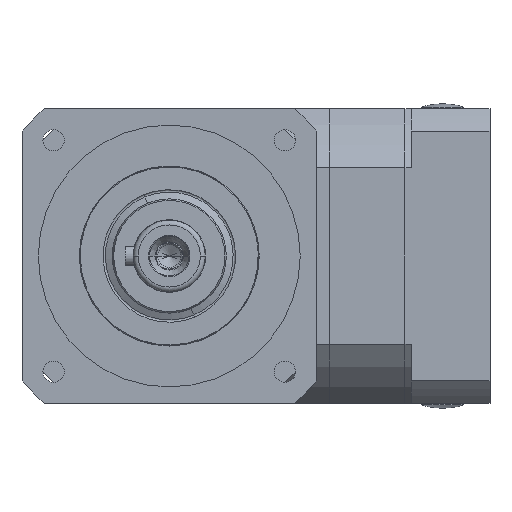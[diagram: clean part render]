
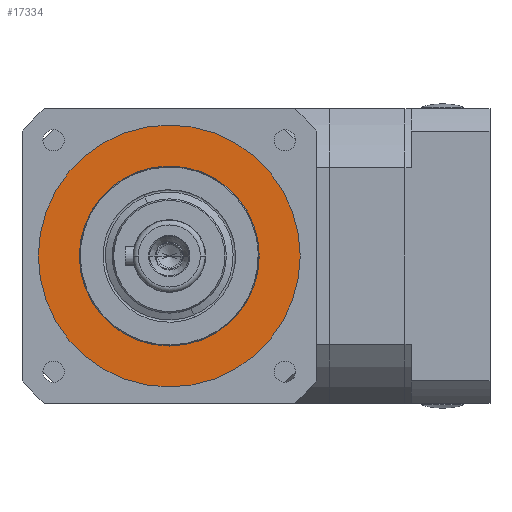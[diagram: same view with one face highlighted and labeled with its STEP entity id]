
A CAD part, left-side view. The second image highlights one B-rep face of the part: STEP entity #17334.
In plain terms, the highlighted planar face has unit normal (-1, 0, 0).
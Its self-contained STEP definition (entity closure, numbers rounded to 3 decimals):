
#401 = EDGE_CURVE ( 'NONE', #16862, #10943, #3824, .T. ) ;
#698 = CARTESIAN_POINT ( 'NONE',  ( -96., 0., 0. ) ) ;
#800 = AXIS2_PLACEMENT_3D ( 'NONE', #14578, #4807, #16214 ) ;
#828 = EDGE_LOOP ( 'NONE', ( #13068, #15642 ) ) ;
#2357 = DIRECTION ( 'NONE',  ( 0., 1., 0. ) ) ;
#2788 = PLANE ( 'NONE',  #21152 ) ;
#3392 = CARTESIAN_POINT ( 'NONE',  ( -96., 27.5, 0. ) ) ;
#3824 = CIRCLE ( 'NONE', #7341, 40. ) ;
#4807 = DIRECTION ( 'NONE',  ( 1., 0., 0. ) ) ;
#5148 = CARTESIAN_POINT ( 'NONE',  ( -96., 40., 0. ) ) ;
#5536 = DIRECTION ( 'NONE',  ( 1., 0., 0. ) ) ;
#5824 = DIRECTION ( 'NONE',  ( 1., 0., 0. ) ) ;
#6066 = CARTESIAN_POINT ( 'NONE',  ( -96., 0., 0. ) ) ;
#6776 = EDGE_LOOP ( 'NONE', ( #9942, #15679 ) ) ;
#6815 = CARTESIAN_POINT ( 'NONE',  ( -96., -27.5, 0. ) ) ;
#6846 = FACE_OUTER_BOUND ( 'NONE', #828, .T. ) ;
#7232 = AXIS2_PLACEMENT_3D ( 'NONE', #698, #12123, #2357 ) ;
#7341 = AXIS2_PLACEMENT_3D ( 'NONE', #15320, #5536, #16950 ) ;
#7413 = VERTEX_POINT ( 'NONE', #6815 ) ;
#7701 = DIRECTION ( 'NONE',  ( 0., 1., 0. ) ) ;
#9682 = VERTEX_POINT ( 'NONE', #3392 ) ;
#9942 = ORIENTED_EDGE ( 'NONE', *, *, #17713, .T. ) ;
#10700 = CIRCLE ( 'NONE', #800, 40. ) ;
#10943 = VERTEX_POINT ( 'NONE', #5148 ) ;
#12123 = DIRECTION ( 'NONE',  ( 1., 0., 0. ) ) ;
#13068 = ORIENTED_EDGE ( 'NONE', *, *, #16917, .F. ) ;
#13730 = CIRCLE ( 'NONE', #13814, 27.5 ) ;
#13814 = AXIS2_PLACEMENT_3D ( 'NONE', #15611, #5824, #17227 ) ;
#14578 = CARTESIAN_POINT ( 'NONE',  ( -96., 0., 0. ) ) ;
#15261 = CIRCLE ( 'NONE', #7232, 27.5 ) ;
#15320 = CARTESIAN_POINT ( 'NONE',  ( -96., 0., 0. ) ) ;
#15611 = CARTESIAN_POINT ( 'NONE',  ( -96., 0., 0. ) ) ;
#15642 = ORIENTED_EDGE ( 'NONE', *, *, #401, .F. ) ;
#15679 = ORIENTED_EDGE ( 'NONE', *, *, #17644, .T. ) ;
#16214 = DIRECTION ( 'NONE',  ( 0., 1., 0. ) ) ;
#16862 = VERTEX_POINT ( 'NONE', #19325 ) ;
#16917 = EDGE_CURVE ( 'NONE', #10943, #16862, #10700, .T. ) ;
#16950 = DIRECTION ( 'NONE',  ( 0., 1., 0. ) ) ;
#17227 = DIRECTION ( 'NONE',  ( 0., 1., 0. ) ) ;
#17334 = ADVANCED_FACE ( 'NONE', ( #6846, #19836 ), #2788, .F. ) ;
#17460 = DIRECTION ( 'NONE',  ( 1., 0., 0. ) ) ;
#17644 = EDGE_CURVE ( 'NONE', #7413, #9682, #15261, .T. ) ;
#17713 = EDGE_CURVE ( 'NONE', #9682, #7413, #13730, .T. ) ;
#19325 = CARTESIAN_POINT ( 'NONE',  ( -96., -40., 0. ) ) ;
#19836 = FACE_BOUND ( 'NONE', #6776, .T. ) ;
#21152 = AXIS2_PLACEMENT_3D ( 'NONE', #6066, #17460, #7701 ) ;
